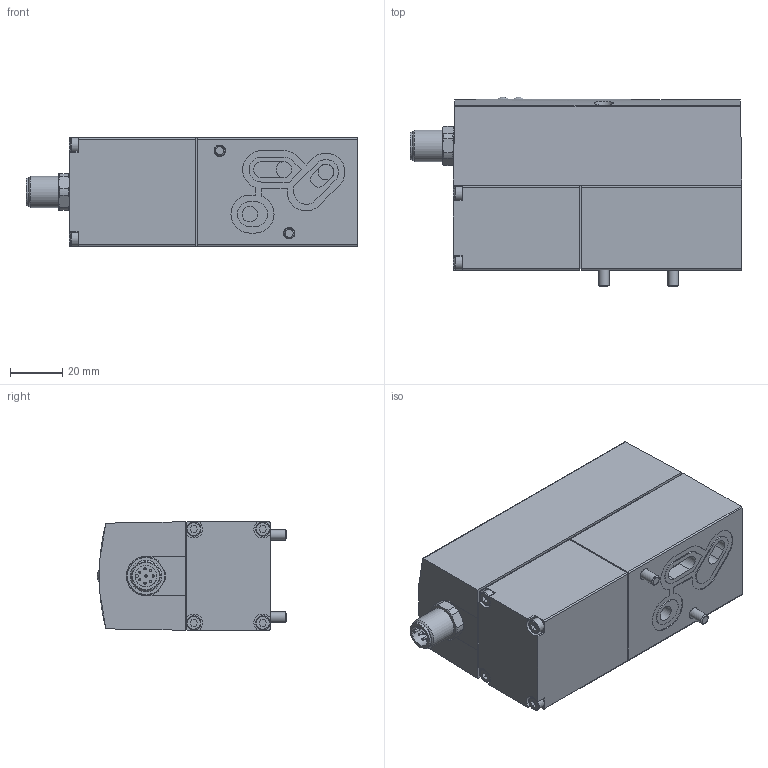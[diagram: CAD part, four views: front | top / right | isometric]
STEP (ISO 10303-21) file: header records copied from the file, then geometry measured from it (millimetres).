
FILE_DESCRIPTION(/* description */ ('STEP AP214'),/* implementation_level */ '2;1');
FILE_NAME(/* name */ '570968_VPPX-6F-L-1-F-0L10H-S1',/* time_stamp */ '2024-09-17T04:15:42+02:00',/* author */ ('License CC BY-ND 4.0'),/* organization */ ('CADENAS'),/* preprocessor_version */ 'ST-DEVELOPER v19.3',/* originating_system */ 'PARTsolutions',/* authorisation */ ' ');
FILE_SCHEMA (('AUTOMOTIVE_DESIGN {1 0 10303 214 3 1 1}'));
Length unit declared in the file: millimetre
Products named in the file (1): 570968 VPPX-6F-L-1-F-0L10H-S1
Bounding box: 126.9 x 72.58 x 41.5 mm (x, y, z)
Volume: 291205.1 mm3; surface area: 35225.1 mm2
Topology: 1 solids, 1 shells, 241 faces, 572 edges, 376 vertices
Faces by surface type: plane 143, cylinder 73, cone 16, torus 7, sphere 2
Full cylindrical faces by diameter (mm): 0.8 x8, 4 x2, 4.4 x2, 5.5 x4, 6 x3, 7 x2, 7.5 x2, 8.3 x1, 10.5 x1, 12 x1, 22 x1, 23 x1
Entity records: 6796 total; most frequent: CARTESIAN_POINT 1254, DIRECTION 1155, ORIENTED_EDGE 1056, EDGE_CURVE 528, AXIS2_PLACEMENT_3D 413, VERTEX_POINT 371, LINE 329, VECTOR 329
